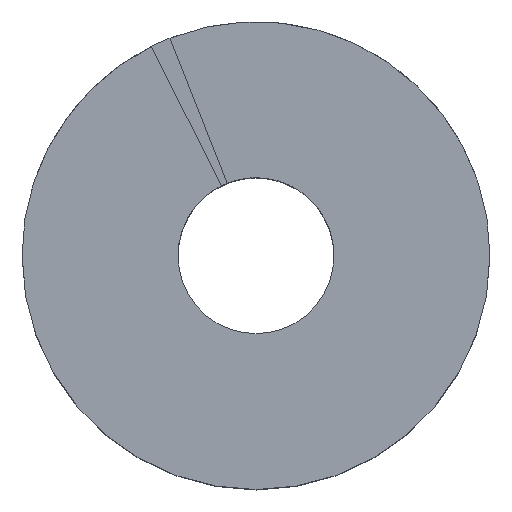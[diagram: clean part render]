
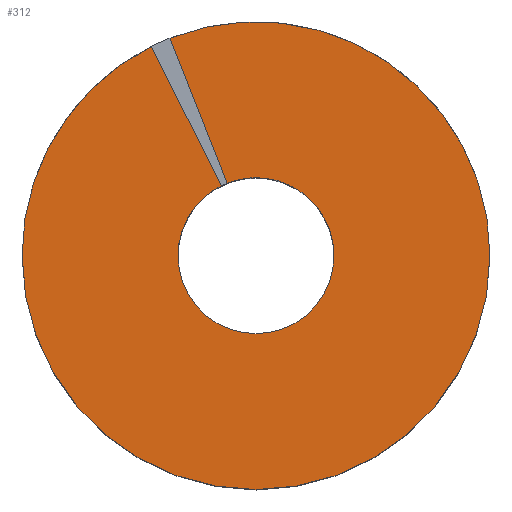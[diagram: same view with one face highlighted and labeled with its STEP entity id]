
A CAD part, top view. The second image highlights one B-rep face of the part: STEP entity #312.
In plain terms, the highlighted planar face has unit normal (0, 0, 1).
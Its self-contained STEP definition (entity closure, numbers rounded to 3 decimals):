
#2 = VERTEX_POINT ( 'NONE', #154 ) ;
#8 = VERTEX_POINT ( 'NONE', #273 ) ;
#9 = VERTEX_POINT ( 'NONE', #100 ) ;
#14 = CIRCLE ( 'NONE', #195, 15. ) ;
#17 = EDGE_CURVE ( 'NONE', #126, #2, #19, .T. ) ;
#19 = CIRCLE ( 'NONE', #33, 15. ) ;
#22 = CARTESIAN_POINT ( 'NONE',  ( -1.838, 4.65, 15. ) ) ;
#25 = EDGE_CURVE ( 'NONE', #2, #9, #236, .T. ) ;
#30 = VECTOR ( 'NONE', #342, 1000. ) ;
#33 = AXIS2_PLACEMENT_3D ( 'NONE', #96, #243, #212 ) ;
#47 = DIRECTION ( 'NONE',  ( 1., 0., 0. ) ) ;
#50 = DIRECTION ( 'NONE',  ( 0., 0., 1. ) ) ;
#73 = DIRECTION ( 'NONE',  ( -1., 0., 0. ) ) ;
#77 = AXIS2_PLACEMENT_3D ( 'NONE', #299, #107, #222 ) ;
#83 = VERTEX_POINT ( 'NONE', #336 ) ;
#96 = CARTESIAN_POINT ( 'NONE',  ( 0., 0., 15. ) ) ;
#100 = CARTESIAN_POINT ( 'NONE',  ( -6.709, 13.416, 15. ) ) ;
#102 = EDGE_CURVE ( 'NONE', #277, #165, #375, .T. ) ;
#103 = LINE ( 'NONE', #22, #225 ) ;
#107 = DIRECTION ( 'NONE',  ( 0., 0., -1. ) ) ;
#112 = DIRECTION ( 'NONE',  ( 0., 0., -1. ) ) ;
#123 = ORIENTED_EDGE ( 'NONE', *, *, #102, .T. ) ;
#126 = VERTEX_POINT ( 'NONE', #246 ) ;
#137 = EDGE_LOOP ( 'NONE', ( #255, #310, #318, #343, #285, #123, #227, #217 ) ) ;
#140 = CARTESIAN_POINT ( 'NONE',  ( 0., 0., 15. ) ) ;
#147 = CARTESIAN_POINT ( 'NONE',  ( -2.236, 4.472, 15. ) ) ;
#154 = CARTESIAN_POINT ( 'NONE',  ( -15., 0., 15. ) ) ;
#159 = FACE_OUTER_BOUND ( 'NONE', #137, .T. ) ;
#161 = DIRECTION ( 'NONE',  ( 0., 0., -1. ) ) ;
#165 = VERTEX_POINT ( 'NONE', #308 ) ;
#171 = PLANE ( 'NONE',  #239 ) ;
#173 = DIRECTION ( 'NONE',  ( 0., 0., -1. ) ) ;
#175 = AXIS2_PLACEMENT_3D ( 'NONE', #140, #173, #344 ) ;
#195 = AXIS2_PLACEMENT_3D ( 'NONE', #251, #252, #223 ) ;
#205 = CARTESIAN_POINT ( 'NONE',  ( 15., 0., 15. ) ) ;
#209 = CIRCLE ( 'NONE', #175, 5. ) ;
#212 = DIRECTION ( 'NONE',  ( -1., 0., 0. ) ) ;
#217 = ORIENTED_EDGE ( 'NONE', *, *, #337, .T. ) ;
#220 = CARTESIAN_POINT ( 'NONE',  ( 0., 0., 15. ) ) ;
#222 = DIRECTION ( 'NONE',  ( -1., 0., 0. ) ) ;
#223 = DIRECTION ( 'NONE',  ( -1., 0., 0. ) ) ;
#225 = VECTOR ( 'NONE', #317, 1000. ) ;
#227 = ORIENTED_EDGE ( 'NONE', *, *, #256, .T. ) ;
#236 = CIRCLE ( 'NONE', #77, 15. ) ;
#239 = AXIS2_PLACEMENT_3D ( 'NONE', #205, #50, #47 ) ;
#243 = DIRECTION ( 'NONE',  ( 0., 0., -1. ) ) ;
#246 = CARTESIAN_POINT ( 'NONE',  ( 15., 0., 15. ) ) ;
#251 = CARTESIAN_POINT ( 'NONE',  ( 0., 0., 15. ) ) ;
#252 = DIRECTION ( 'NONE',  ( 0., 0., -1. ) ) ;
#254 = CARTESIAN_POINT ( 'NONE',  ( -2.236, 4.472, 15. ) ) ;
#255 = ORIENTED_EDGE ( 'NONE', *, *, #286, .F. ) ;
#256 = EDGE_CURVE ( 'NONE', #165, #8, #360, .T. ) ;
#265 = LINE ( 'NONE', #147, #30 ) ;
#273 = CARTESIAN_POINT ( 'NONE',  ( -5., 0., 15. ) ) ;
#277 = VERTEX_POINT ( 'NONE', #319 ) ;
#285 = ORIENTED_EDGE ( 'NONE', *, *, #321, .F. ) ;
#286 = EDGE_CURVE ( 'NONE', #9, #323, #265, .T. ) ;
#294 = AXIS2_PLACEMENT_3D ( 'NONE', #220, #161, #73 ) ;
#299 = CARTESIAN_POINT ( 'NONE',  ( 0., 0., 15. ) ) ;
#308 = CARTESIAN_POINT ( 'NONE',  ( 5., 0., 15. ) ) ;
#310 = ORIENTED_EDGE ( 'NONE', *, *, #25, .F. ) ;
#312 = ADVANCED_FACE ( 'NONE', ( #159 ), #171, .T. ) ;
#314 = CARTESIAN_POINT ( 'NONE',  ( 0., 0., 15. ) ) ;
#317 = DIRECTION ( 'NONE',  ( -0.368, 0.93, 0. ) ) ;
#318 = ORIENTED_EDGE ( 'NONE', *, *, #17, .F. ) ;
#319 = CARTESIAN_POINT ( 'NONE',  ( -1.838, 4.65, 15. ) ) ;
#321 = EDGE_CURVE ( 'NONE', #277, #83, #103, .T. ) ;
#323 = VERTEX_POINT ( 'NONE', #254 ) ;
#326 = EDGE_CURVE ( 'NONE', #83, #126, #14, .T. ) ;
#328 = AXIS2_PLACEMENT_3D ( 'NONE', #314, #112, #346 ) ;
#336 = CARTESIAN_POINT ( 'NONE',  ( -5.514, 13.95, 15. ) ) ;
#337 = EDGE_CURVE ( 'NONE', #8, #323, #209, .T. ) ;
#342 = DIRECTION ( 'NONE',  ( 0.447, -0.894, 0. ) ) ;
#343 = ORIENTED_EDGE ( 'NONE', *, *, #326, .F. ) ;
#344 = DIRECTION ( 'NONE',  ( -1., 0., 0. ) ) ;
#346 = DIRECTION ( 'NONE',  ( -1., 0., 0. ) ) ;
#360 = CIRCLE ( 'NONE', #328, 5. ) ;
#375 = CIRCLE ( 'NONE', #294, 5. ) ;
